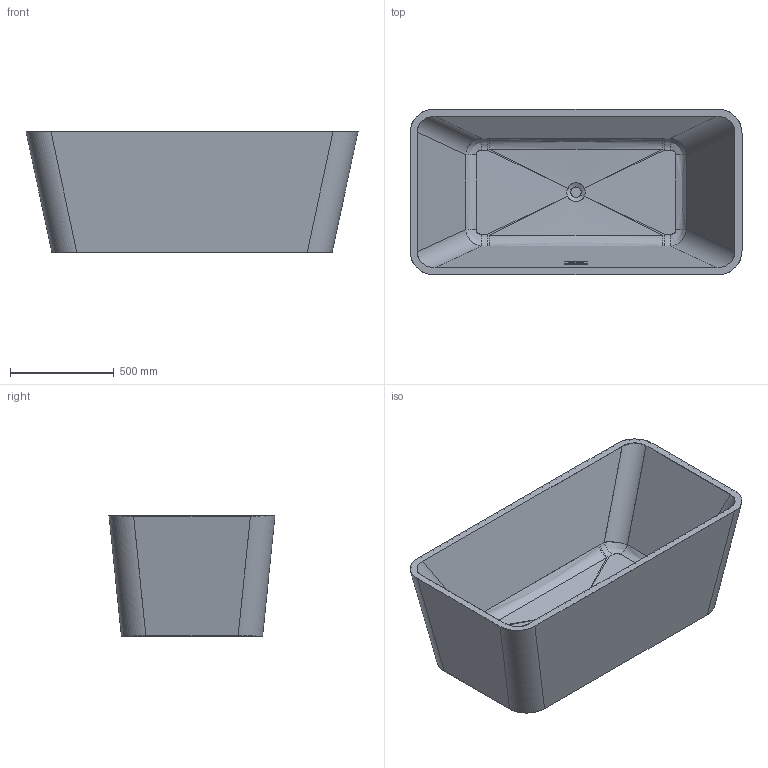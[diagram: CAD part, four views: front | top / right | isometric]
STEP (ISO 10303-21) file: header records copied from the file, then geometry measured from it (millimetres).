
FILE_DESCRIPTION(/* description */ (''),/* implementation_level */ '2;1');
FILE_NAME(/* name */ 'MV040D 1600X800X580.stp',/* time_stamp */ '2021-03-12T13:54:44+08:00',/* author */ (''),/* organization */ (''),/* preprocessor_version */ 'ST-DEVELOPER v16.7',/* originating_system */ 'SIEMENS PLM Software NX 12.0',/* authorisation */ '');
FILE_SCHEMA (('AP203_CONFIGURATION_CONTROLLED_3D_DESIGN_OF_MECHANICAL_PARTS_AND_ASSEMBLIES_MIM_LF { 1 0 10303 403 2 1 2}'));
Length unit declared in the file: millimetre
Products named in the file (1): MV040D 1600X800X580
Bounding box: 1600 x 800 x 580 mm (x, y, z)
Volume: 25498848.8 mm3; surface area: 15370293.5 mm2
Topology: 1 solids, 2 shells, 161 faces, 476 edges, 381 vertices
Faces by surface type: bspline 78, plane 53, cylinder 30
Entity records: 9013 total; most frequent: CARTESIAN_POINT 5036, ORIENTED_EDGE 796, DIRECTION 600, EDGE_CURVE 406, VERTEX_POINT 256, LINE 206, VECTOR 206, AXIS2_PLACEMENT_3D 197
